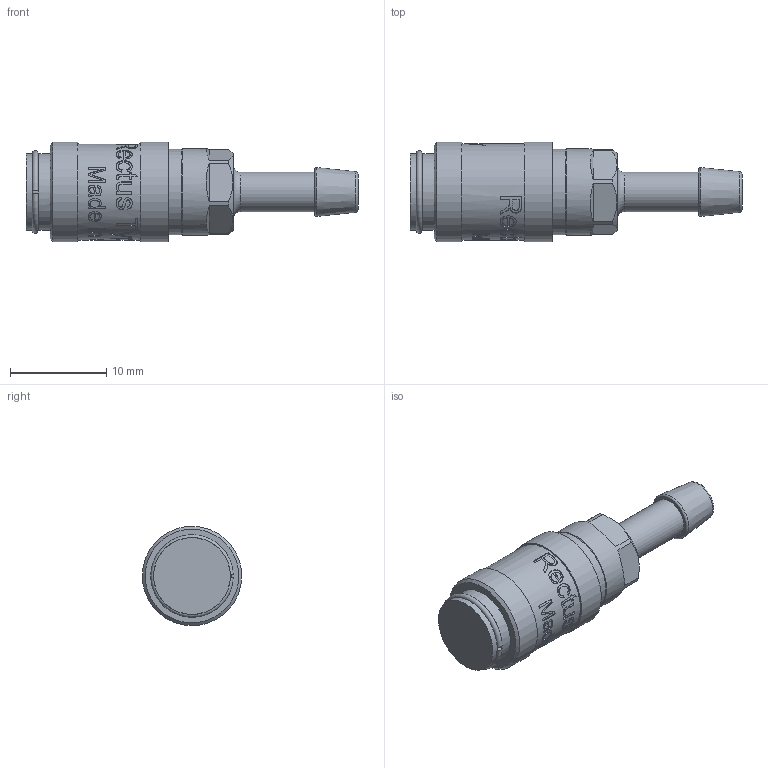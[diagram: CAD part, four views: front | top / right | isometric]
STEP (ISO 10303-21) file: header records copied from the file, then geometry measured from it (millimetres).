
FILE_DESCRIPTION((''),'2;1');
FILE_NAME('20katf04mpn.stp','2014-09-19T08:11:53',('AS035480'),(''),'Autodesk Inventor 2013','Autodesk Inventor 2013','');
FILE_SCHEMA(('AUTOMOTIVE_DESIGN { 1 0 10303 214 1 1 1 1 }'));
Length unit declared in the file: millimetre
Products named in the file (1): D111895
Bounding box: 34.55 x 10.34 x 10.34 mm (x, y, z)
Volume: 1582.3 mm3; surface area: 1905.5 mm2
Topology: 2 solids, 4 shells, 449 faces, 1167 edges, 771 vertices
Faces by surface type: bspline 200, plane 164, cylinder 55, cone 23, torus 7
Full cylindrical faces by diameter (mm): 4.1 x1, 7.3 x1, 7.4 x1, 7.46 x1, 7.8 x2, 8 x3, 8.1 x1, 8.15 x2, 8.9 x1, 9 x1, 9.15 x1, 9.2 x1, 10 x1, 10.35 x2
Entity records: 63320 total; most frequent: CARTESIAN_POINT 53581, ORIENTED_EDGE 2236, DIRECTION 1217, EDGE_CURVE 1118, VERTEX_POINT 760, EDGE_LOOP 540, B_SPLINE_CURVE_WITH_KNOTS 539, FACE_OUTER_BOUND 449
